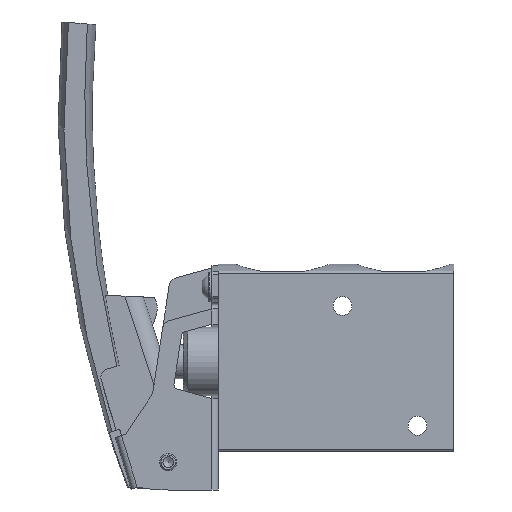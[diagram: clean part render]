
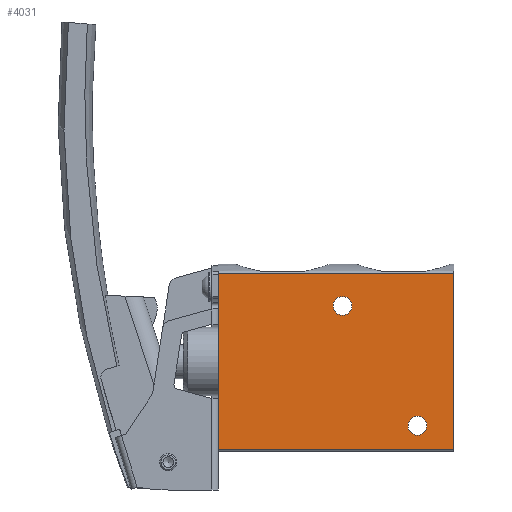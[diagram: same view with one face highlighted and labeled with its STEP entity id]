
A CAD part, left-side view. The second image highlights one B-rep face of the part: STEP entity #4031.
In plain terms, the highlighted face is planar.
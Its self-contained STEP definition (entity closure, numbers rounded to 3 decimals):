
#97=PLANE('',#4337);
#212=CIRCLE('',#4338,2.2);
#213=CIRCLE('',#4339,2.2);
#432=LINE('',#6131,#741);
#446=LINE('',#6241,#755);
#447=LINE('',#6249,#756);
#448=LINE('',#6250,#757);
#741=VECTOR('',#4819,1000.);
#755=VECTOR('',#4865,1000.);
#756=VECTOR('',#4874,1000.);
#757=VECTOR('',#4875,1000.);
#1096=ORIENTED_EDGE('',*,*,#2256,.F.);
#1097=ORIENTED_EDGE('',*,*,#2257,.F.);
#1098=ORIENTED_EDGE('',*,*,#2258,.T.);
#1099=ORIENTED_EDGE('',*,*,#2222,.F.);
#1100=ORIENTED_EDGE('',*,*,#2259,.F.);
#1101=ORIENTED_EDGE('',*,*,#2254,.T.);
#2222=EDGE_CURVE('',#2806,#2807,#432,.T.);
#2254=EDGE_CURVE('',#2831,#2830,#446,.T.);
#2256=EDGE_CURVE('',#2832,#2832,#212,.T.);
#2257=EDGE_CURVE('',#2833,#2833,#213,.T.);
#2258=EDGE_CURVE('',#2830,#2807,#447,.T.);
#2259=EDGE_CURVE('',#2831,#2806,#448,.T.);
#2806=VERTEX_POINT('',#6130);
#2807=VERTEX_POINT('',#6132);
#2830=VERTEX_POINT('',#6240);
#2831=VERTEX_POINT('',#6242);
#2832=VERTEX_POINT('',#6246);
#2833=VERTEX_POINT('',#6248);
#3260=EDGE_LOOP('',(#1096));
#3261=EDGE_LOOP('',(#1097));
#3262=EDGE_LOOP('',(#1098,#1099,#1100,#1101));
#3587=FACE_BOUND('',#3260,.T.);
#3588=FACE_BOUND('',#3261,.T.);
#3589=FACE_BOUND('',#3262,.T.);
#4031=ADVANCED_FACE('',(#3587,#3588,#3589),#97,.F.);
#4337=AXIS2_PLACEMENT_3D('',#6244,#4868,#4869);
#4338=AXIS2_PLACEMENT_3D('',#6245,#4870,#4871);
#4339=AXIS2_PLACEMENT_3D('',#6247,#4872,#4873);
#4819=DIRECTION('',(0.,-1.,0.));
#4865=DIRECTION('',(0.,-1.,0.));
#4868=DIRECTION('',(0.,0.,-1.));
#4869=DIRECTION('',(-1.,0.,0.));
#4870=DIRECTION('',(0.,0.,1.));
#4871=DIRECTION('',(1.,0.,0.));
#4872=DIRECTION('',(0.,0.,1.));
#4873=DIRECTION('',(1.,0.,0.));
#4874=DIRECTION('',(1.,0.,0.));
#4875=DIRECTION('',(1.,0.,0.));
#6130=CARTESIAN_POINT('',(20.644,55.,10.));
#6131=CARTESIAN_POINT('',(20.644,55.,10.));
#6132=CARTESIAN_POINT('',(20.644,0.,10.));
#6240=CARTESIAN_POINT('',(-20.5,0.,10.));
#6241=CARTESIAN_POINT('',(-20.5,55.,10.));
#6242=CARTESIAN_POINT('',(-20.5,55.,10.));
#6244=CARTESIAN_POINT('',(-20.5,55.,10.));
#6245=CARTESIAN_POINT('',(13.,26.,10.));
#6246=CARTESIAN_POINT('',(15.2,26.,10.));
#6247=CARTESIAN_POINT('',(-15.,8.5,10.));
#6248=CARTESIAN_POINT('',(-12.8,8.5,10.));
#6249=CARTESIAN_POINT('',(-20.5,0.,10.));
#6250=CARTESIAN_POINT('',(-20.5,55.,10.));
